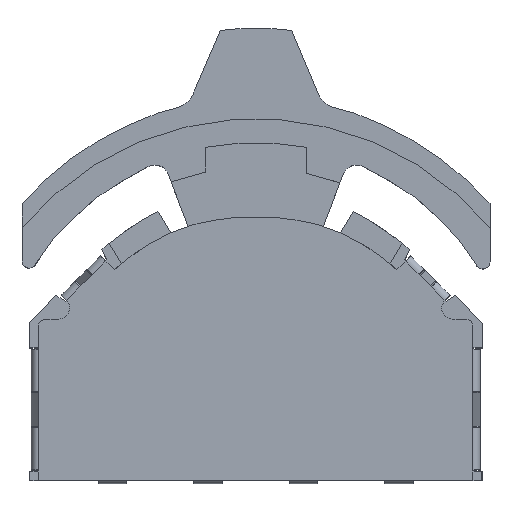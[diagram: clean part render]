
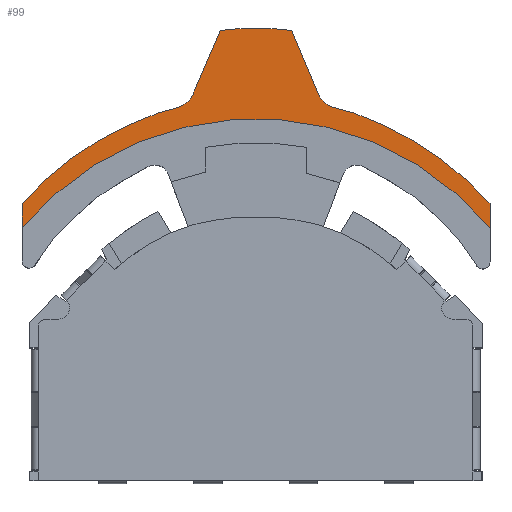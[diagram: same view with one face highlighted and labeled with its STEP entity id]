
A CAD part, top view. The second image highlights one B-rep face of the part: STEP entity #99.
In plain terms, the highlighted planar face has unit normal (0, 0, 1).
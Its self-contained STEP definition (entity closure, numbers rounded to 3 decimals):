
#99=ADVANCED_FACE('',(#1005),#1006,.T.);
#1005=FACE_OUTER_BOUND('',#2680,.T.);
#1006=PLANE('',#2681);
#2680=EDGE_LOOP('',(#5155,#5156,#5157,#5158,#5159,#5160,#5161,#5162,#5163,#5164,#5165,#5166,#5167,#5168,#5169,#5170,#5171,#5172,#5173,#5174));
#2681=AXIS2_PLACEMENT_3D('',#5175,#5176,#5177);
#5155=ORIENTED_EDGE('',*,*,#11960,.T.);
#5156=ORIENTED_EDGE('',*,*,#11961,.T.);
#5157=ORIENTED_EDGE('',*,*,#11962,.T.);
#5158=ORIENTED_EDGE('',*,*,#11963,.T.);
#5159=ORIENTED_EDGE('',*,*,#11964,.T.);
#5160=ORIENTED_EDGE('',*,*,#11965,.T.);
#5161=ORIENTED_EDGE('',*,*,#11966,.T.);
#5162=ORIENTED_EDGE('',*,*,#11967,.T.);
#5163=ORIENTED_EDGE('',*,*,#11968,.T.);
#5164=ORIENTED_EDGE('',*,*,#11969,.T.);
#5165=ORIENTED_EDGE('',*,*,#11970,.T.);
#5166=ORIENTED_EDGE('',*,*,#11971,.T.);
#5167=ORIENTED_EDGE('',*,*,#11972,.T.);
#5168=ORIENTED_EDGE('',*,*,#11973,.T.);
#5169=ORIENTED_EDGE('',*,*,#11974,.T.);
#5170=ORIENTED_EDGE('',*,*,#11975,.T.);
#5171=ORIENTED_EDGE('',*,*,#11976,.T.);
#5172=ORIENTED_EDGE('',*,*,#11977,.T.);
#5173=ORIENTED_EDGE('',*,*,#11978,.T.);
#5174=ORIENTED_EDGE('',*,*,#11979,.F.);
#5175=CARTESIAN_POINT('',(0.0,0.0,2.05));
#5176=DIRECTION('',(0.0,0.0,1.0));
#5177=DIRECTION('',(1.0,0.0,0.0));
#11960=EDGE_CURVE('',#14945,#14946,#14947,.T.);
#11961=EDGE_CURVE('',#14946,#14948,#14949,.T.);
#11962=EDGE_CURVE('',#14948,#14950,#14951,.T.);
#11963=EDGE_CURVE('',#14950,#14952,#14953,.T.);
#11964=EDGE_CURVE('',#14952,#14954,#14955,.T.);
#11965=EDGE_CURVE('',#14954,#14956,#14957,.T.);
#11966=EDGE_CURVE('',#14956,#14958,#14959,.T.);
#11967=EDGE_CURVE('',#14958,#14960,#14961,.T.);
#11968=EDGE_CURVE('',#14960,#14962,#14963,.T.);
#11969=EDGE_CURVE('',#14962,#14964,#14965,.T.);
#11970=EDGE_CURVE('',#14964,#14966,#14967,.T.);
#11971=EDGE_CURVE('',#14966,#14968,#14969,.T.);
#11972=EDGE_CURVE('',#14968,#14970,#14971,.T.);
#11973=EDGE_CURVE('',#14970,#14972,#14973,.T.);
#11974=EDGE_CURVE('',#14972,#14974,#14975,.T.);
#11975=EDGE_CURVE('',#14974,#14976,#14977,.T.);
#11976=EDGE_CURVE('',#14976,#14978,#14979,.T.);
#11977=EDGE_CURVE('',#14978,#14980,#14981,.T.);
#11978=EDGE_CURVE('',#14980,#14982,#14983,.T.);
#11979=EDGE_CURVE('',#14945,#14982,#14984,.T.);
#14945=VERTEX_POINT('',#19351);
#14946=VERTEX_POINT('',#19352);
#14947=LINE('',#19353,#19354);
#14948=VERTEX_POINT('',#19355);
#14949=LINE('',#19356,#19357);
#14950=VERTEX_POINT('',#19358);
#14951=LINE('',#19359,#19360);
#14952=VERTEX_POINT('',#19361);
#14953=LINE('',#19362,#19363);
#14954=VERTEX_POINT('',#19364);
#14955=LINE('',#19365,#19366);
#14956=VERTEX_POINT('',#19367);
#14957=LINE('',#19368,#19369);
#14958=VERTEX_POINT('',#19370);
#14959=LINE('',#19371,#19372);
#14960=VERTEX_POINT('',#19373);
#14961=CIRCLE('',#19374,0.5);
#14962=VERTEX_POINT('',#19375);
#14963=LINE('',#19376,#19377);
#14964=VERTEX_POINT('',#19378);
#14965=CIRCLE('',#19379,5.289);
#14966=VERTEX_POINT('',#19380);
#14967=LINE('',#19381,#19382);
#14968=VERTEX_POINT('',#19383);
#14969=CIRCLE('',#19384,0.5);
#14970=VERTEX_POINT('',#19385);
#14971=LINE('',#19386,#19387);
#14972=VERTEX_POINT('',#19388);
#14973=LINE('',#19389,#19390);
#14974=VERTEX_POINT('',#19391);
#14975=LINE('',#19392,#19393);
#14976=VERTEX_POINT('',#19394);
#14977=LINE('',#19395,#19396);
#14978=VERTEX_POINT('',#19397);
#14979=LINE('',#19398,#19399);
#14980=VERTEX_POINT('',#19400);
#14981=LINE('',#19401,#19402);
#14982=VERTEX_POINT('',#19403);
#14983=LINE('',#19404,#19405);
#14984=CIRCLE('',#19406,6.38);
#19351=CARTESIAN_POINT('',(4.906,5.286,2.05));
#19352=CARTESIAN_POINT('',(4.906,5.803,2.05));
#19353=CARTESIAN_POINT('',(4.906,5.286,2.05));
#19354=VECTOR('',#24138,0.517);
#19355=CARTESIAN_POINT('',(4.405,6.304,2.05));
#19356=CARTESIAN_POINT('',(4.906,5.803,2.05));
#19357=VECTOR('',#24139,0.709);
#19358=CARTESIAN_POINT('',(3.878,6.74,2.05));
#19359=CARTESIAN_POINT('',(4.405,6.304,2.05));
#19360=VECTOR('',#24140,0.684);
#19361=CARTESIAN_POINT('',(3.297,7.122,2.05));
#19362=CARTESIAN_POINT('',(3.878,6.74,2.05));
#19363=VECTOR('',#24141,0.695);
#19364=CARTESIAN_POINT('',(2.691,7.439,2.05));
#19365=CARTESIAN_POINT('',(3.297,7.122,2.05));
#19366=VECTOR('',#24142,0.684);
#19367=CARTESIAN_POINT('',(2.057,7.702,2.05));
#19368=CARTESIAN_POINT('',(2.691,7.439,2.05));
#19369=VECTOR('',#24143,0.686);
#19370=CARTESIAN_POINT('',(1.637,7.818,2.05));
#19371=CARTESIAN_POINT('',(2.057,7.702,2.05));
#19372=VECTOR('',#24144,0.436);
#19373=CARTESIAN_POINT('',(1.309,8.106,2.05));
#19374=AXIS2_PLACEMENT_3D('',#24145,#24146,#24147);
#19375=CARTESIAN_POINT('',(0.752,9.43,2.05));
#19376=CARTESIAN_POINT('',(1.309,8.106,2.05));
#19377=VECTOR('',#24148,1.436);
#19378=CARTESIAN_POINT('',(-0.739,9.43,2.05));
#19379=AXIS2_PLACEMENT_3D('',#24149,#24150,#24151);
#19380=CARTESIAN_POINT('',(-1.311,8.099,2.05));
#19381=CARTESIAN_POINT('',(-0.739,9.43,2.05));
#19382=VECTOR('',#24152,1.449);
#19383=CARTESIAN_POINT('',(-1.638,7.814,2.05));
#19384=AXIS2_PLACEMENT_3D('',#24153,#24154,#24155);
#19385=CARTESIAN_POINT('',(-2.044,7.702,2.05));
#19386=CARTESIAN_POINT('',(-1.638,7.814,2.05));
#19387=VECTOR('',#24156,0.421);
#19388=CARTESIAN_POINT('',(-2.677,7.439,2.05));
#19389=CARTESIAN_POINT('',(-2.044,7.702,2.05));
#19390=VECTOR('',#24157,0.686);
#19391=CARTESIAN_POINT('',(-3.297,7.122,2.05));
#19392=CARTESIAN_POINT('',(-2.677,7.439,2.05));
#19393=VECTOR('',#24158,0.696);
#19394=CARTESIAN_POINT('',(-3.878,6.74,2.05));
#19395=CARTESIAN_POINT('',(-3.297,7.122,2.05));
#19396=VECTOR('',#24159,0.695);
#19397=CARTESIAN_POINT('',(-4.405,6.304,2.05));
#19398=CARTESIAN_POINT('',(-3.878,6.74,2.05));
#19399=VECTOR('',#24160,0.684);
#19400=CARTESIAN_POINT('',(-4.893,5.803,2.05));
#19401=CARTESIAN_POINT('',(-4.405,6.304,2.05));
#19402=VECTOR('',#24161,0.7);
#19403=CARTESIAN_POINT('',(-4.893,5.286,2.05));
#19404=CARTESIAN_POINT('',(-4.893,5.803,2.05));
#19405=VECTOR('',#24162,0.517);
#19406=AXIS2_PLACEMENT_3D('',#24163,#24164,#24165);
#24138=DIRECTION('',(0.0,1.0,0.0));
#24139=DIRECTION('',(-0.707,0.707,0.0));
#24140=DIRECTION('',(-0.771,0.636,0.0));
#24141=DIRECTION('',(-0.835,0.55,0.0));
#24142=DIRECTION('',(-0.887,0.463,0.0));
#24143=DIRECTION('',(-0.923,0.385,0.0));
#24144=DIRECTION('',(-0.964,0.265,0.0));
#24145=CARTESIAN_POINT('',(1.77,8.3,2.05));
#24146=DIRECTION('',(-0.0,0.0,-1.0));
#24147=DIRECTION('',(-0.265,-0.964,0.0));
#24148=DIRECTION('',(-0.388,0.922,0.0));
#24149=CARTESIAN_POINT('',(0.007,4.194,2.05));
#24150=DIRECTION('',(0.0,-0.0,1.0));
#24151=DIRECTION('',(0.141,0.99,0.0));
#24152=DIRECTION('',(-0.395,-0.919,0.0));
#24153=CARTESIAN_POINT('',(-1.77,8.296,2.05));
#24154=DIRECTION('',(0.0,0.0,-1.0));
#24155=DIRECTION('',(0.919,-0.395,0.0));
#24156=DIRECTION('',(-0.964,-0.265,0.0));
#24157=DIRECTION('',(-0.923,-0.385,0.0));
#24158=DIRECTION('',(-0.891,-0.455,0.0));
#24159=DIRECTION('',(-0.835,-0.55,0.0));
#24160=DIRECTION('',(-0.771,-0.636,0.0));
#24161=DIRECTION('',(-0.698,-0.716,0.0));
#24162=DIRECTION('',(0.0,-1.0,0.0));
#24163=CARTESIAN_POINT('',(0.007,1.2,2.05));
#24164=DIRECTION('',(0.0,-0.0,1.0));
#24165=DIRECTION('',(0.768,0.64,0.0));
